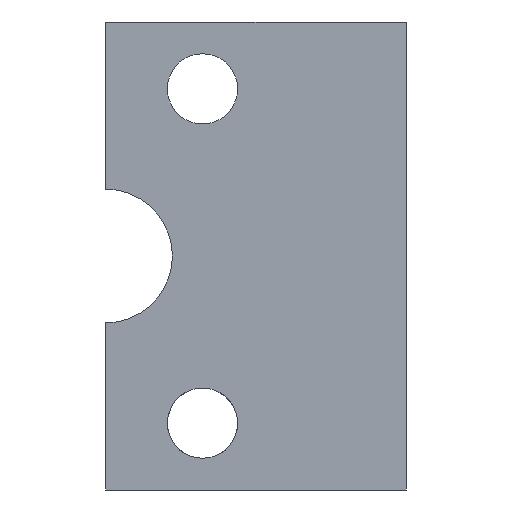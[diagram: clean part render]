
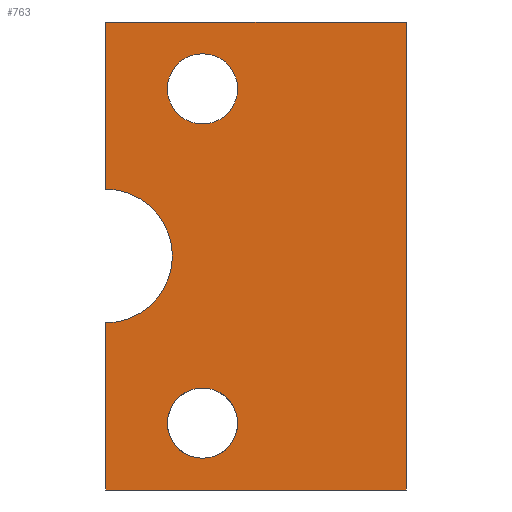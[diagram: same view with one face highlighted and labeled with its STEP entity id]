
A CAD part, left-side view. The second image highlights one B-rep face of the part: STEP entity #763.
In plain terms, the highlighted planar face has unit normal (-1, 0, 0).
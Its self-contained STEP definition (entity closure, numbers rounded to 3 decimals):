
#17=FACE_BOUND('',#103,.T.);
#18=FACE_BOUND('',#104,.T.);
#27=PLANE('',#826);
#61=FACE_OUTER_BOUND('',#102,.T.);
#102=EDGE_LOOP('',(#538,#539,#540,#541,#542,#543));
#103=EDGE_LOOP('',(#544));
#104=EDGE_LOOP('',(#545));
#153=CIRCLE('',#825,4.);
#154=CIRCLE('',#827,2.1);
#155=CIRCLE('',#828,2.1);
#169=LINE('',#1104,#262);
#170=LINE('',#1106,#263);
#171=LINE('',#1108,#264);
#172=LINE('',#1110,#265);
#173=LINE('',#1111,#266);
#262=VECTOR('',#893,10.);
#263=VECTOR('',#894,10.);
#264=VECTOR('',#895,10.);
#265=VECTOR('',#896,10.);
#266=VECTOR('',#897,10.);
#354=VERTEX_POINT('',#1095);
#356=VERTEX_POINT('',#1099);
#357=VERTEX_POINT('',#1103);
#358=VERTEX_POINT('',#1105);
#359=VERTEX_POINT('',#1107);
#360=VERTEX_POINT('',#1109);
#361=VERTEX_POINT('',#1112);
#362=VERTEX_POINT('',#1114);
#427=EDGE_CURVE('',#354,#356,#153,.T.);
#428=EDGE_CURVE('',#357,#356,#169,.T.);
#429=EDGE_CURVE('',#358,#357,#170,.T.);
#430=EDGE_CURVE('',#358,#359,#171,.T.);
#431=EDGE_CURVE('',#359,#360,#172,.T.);
#432=EDGE_CURVE('',#354,#360,#173,.T.);
#433=EDGE_CURVE('',#361,#361,#154,.T.);
#434=EDGE_CURVE('',#362,#362,#155,.T.);
#538=ORIENTED_EDGE('',*,*,#427,.T.);
#539=ORIENTED_EDGE('',*,*,#428,.F.);
#540=ORIENTED_EDGE('',*,*,#429,.F.);
#541=ORIENTED_EDGE('',*,*,#430,.T.);
#542=ORIENTED_EDGE('',*,*,#431,.T.);
#543=ORIENTED_EDGE('',*,*,#432,.F.);
#544=ORIENTED_EDGE('',*,*,#433,.T.);
#545=ORIENTED_EDGE('',*,*,#434,.T.);
#763=ADVANCED_FACE('',(#61,#17,#18),#27,.T.);
#825=AXIS2_PLACEMENT_3D('',#1101,#889,#890);
#826=AXIS2_PLACEMENT_3D('',#1102,#891,#892);
#827=AXIS2_PLACEMENT_3D('',#1113,#898,#899);
#828=AXIS2_PLACEMENT_3D('',#1115,#900,#901);
#889=DIRECTION('center_axis',(1.,0.,0.));
#890=DIRECTION('ref_axis',(0.,0.,1.));
#891=DIRECTION('center_axis',(-1.,0.,0.));
#892=DIRECTION('ref_axis',(0.,0.,1.));
#893=DIRECTION('',(0.,0.,1.));
#894=DIRECTION('',(0.,1.,0.));
#895=DIRECTION('',(0.,0.,1.));
#896=DIRECTION('',(0.,1.,0.));
#897=DIRECTION('',(0.,0.,1.));
#898=DIRECTION('center_axis',(1.,0.,0.));
#899=DIRECTION('ref_axis',(0.,0.,1.));
#900=DIRECTION('center_axis',(1.,0.,0.));
#901=DIRECTION('ref_axis',(0.,0.,1.));
#1095=CARTESIAN_POINT('',(0.,18.,-10.));
#1099=CARTESIAN_POINT('',(0.,18.,-18.));
#1101=CARTESIAN_POINT('Origin',(0.,18.,-14.));
#1102=CARTESIAN_POINT('Origin',(0.,0.,-28.));
#1103=CARTESIAN_POINT('',(0.,18.,-28.));
#1104=CARTESIAN_POINT('',(0.,18.,0.));
#1105=CARTESIAN_POINT('',(0.,0.,-28.));
#1106=CARTESIAN_POINT('',(0.,0.,-28.));
#1107=CARTESIAN_POINT('',(0.,0.,0.));
#1108=CARTESIAN_POINT('',(0.,0.,-28.));
#1109=CARTESIAN_POINT('',(0.,18.,0.));
#1110=CARTESIAN_POINT('',(0.,0.,0.));
#1111=CARTESIAN_POINT('',(0.,18.,0.));
#1112=CARTESIAN_POINT('',(0.,12.2,-26.1));
#1113=CARTESIAN_POINT('Origin',(0.,12.2,-24.));
#1114=CARTESIAN_POINT('',(0.,12.2,-6.1));
#1115=CARTESIAN_POINT('Origin',(0.,12.2,-4.));
